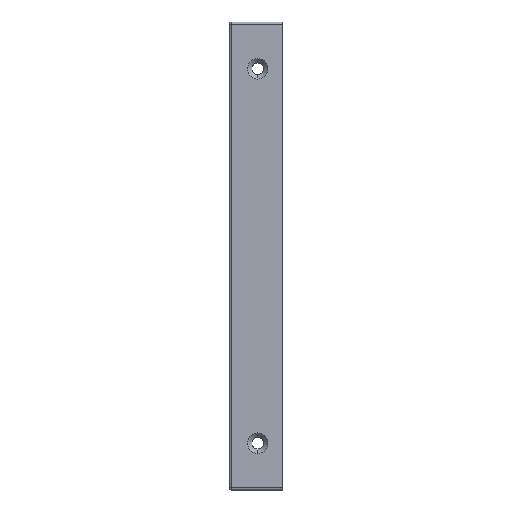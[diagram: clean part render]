
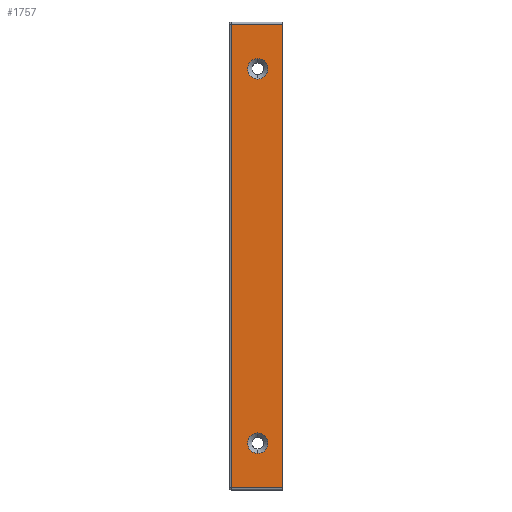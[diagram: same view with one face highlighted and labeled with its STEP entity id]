
A CAD part, left-side view. The second image highlights one B-rep face of the part: STEP entity #1757.
In plain terms, the highlighted planar face has unit normal (-1, 0, 0).
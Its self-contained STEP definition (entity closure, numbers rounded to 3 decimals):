
#49 = EDGE_CURVE ( 'NONE', #1256, #2493, #1359, .T. ) ;
#51 = ORIENTED_EDGE ( 'NONE', *, *, #2369, .T. ) ;
#89 = AXIS2_PLACEMENT_3D ( 'NONE', #2980, #1718, #678 ) ;
#107 = ORIENTED_EDGE ( 'NONE', *, *, #462, .T. ) ;
#116 = VERTEX_POINT ( 'NONE', #844 ) ;
#198 = FACE_BOUND ( 'NONE', #2789, .T. ) ;
#209 = CARTESIAN_POINT ( 'NONE',  ( -0.15, 4.75, 60.5 ) ) ;
#246 = LINE ( 'NONE', #1739, #2133 ) ;
#251 = FACE_OUTER_BOUND ( 'NONE', #449, .T. ) ;
#256 = CIRCLE ( 'NONE', #89, 3.5 ) ;
#268 = CARTESIAN_POINT ( 'NONE',  ( -0.15, -3.5, -79.3 ) ) ;
#394 = DIRECTION ( 'NONE',  ( 1., 0., 0. ) ) ;
#410 = AXIS2_PLACEMENT_3D ( 'NONE', #616, #649, #1635 ) ;
#430 = DIRECTION ( 'NONE',  ( 0., 1., 0. ) ) ;
#449 = EDGE_LOOP ( 'NONE', ( #2180, #2900, #2852, #735 ) ) ;
#462 = EDGE_CURVE ( 'NONE', #628, #2323, #3097, .T. ) ;
#582 = ORIENTED_EDGE ( 'NONE', *, *, #1404, .T. ) ;
#616 = CARTESIAN_POINT ( 'NONE',  ( -0.15, 4.75, -64. ) ) ;
#628 = VERTEX_POINT ( 'NONE', #1220 ) ;
#647 = CARTESIAN_POINT ( 'NONE',  ( -0.15, 4.75, -64. ) ) ;
#649 = DIRECTION ( 'NONE',  ( 1., 0., 0. ) ) ;
#678 = DIRECTION ( 'NONE',  ( 0., 0., -1. ) ) ;
#726 = PLANE ( 'NONE',  #2994 ) ;
#735 = ORIENTED_EDGE ( 'NONE', *, *, #2591, .T. ) ;
#844 = CARTESIAN_POINT ( 'NONE',  ( -0.15, -3.8, -79.3 ) ) ;
#958 = VECTOR ( 'NONE', #430, 1000. ) ;
#978 = LINE ( 'NONE', #268, #1546 ) ;
#997 = VERTEX_POINT ( 'NONE', #209 ) ;
#1013 = AXIS2_PLACEMENT_3D ( 'NONE', #3229, #1774, #2489 ) ;
#1220 = CARTESIAN_POINT ( 'NONE',  ( -0.15, 4.75, -67.5 ) ) ;
#1256 = VERTEX_POINT ( 'NONE', #2157 ) ;
#1283 = DIRECTION ( 'NONE',  ( 1., 0., 0. ) ) ;
#1294 = DIRECTION ( 'NONE',  ( 0., -1., 0. ) ) ;
#1347 = DIRECTION ( 'NONE',  ( 0., 0., -1. ) ) ;
#1359 = LINE ( 'NONE', #1614, #2877 ) ;
#1404 = EDGE_CURVE ( 'NONE', #997, #2449, #256, .T. ) ;
#1546 = VECTOR ( 'NONE', #1294, 1000. ) ;
#1614 = CARTESIAN_POINT ( 'NONE',  ( -0.15, 13.8, -80. ) ) ;
#1635 = DIRECTION ( 'NONE',  ( 0., 0., -1. ) ) ;
#1652 = CARTESIAN_POINT ( 'NONE',  ( -0.15, 4.75, -60.5 ) ) ;
#1718 = DIRECTION ( 'NONE',  ( 1., 0., 0. ) ) ;
#1739 = CARTESIAN_POINT ( 'NONE',  ( -0.15, -3.8, -80. ) ) ;
#1757 = ADVANCED_FACE ( 'NONE', ( #3065, #198, #251 ), #726, .F. ) ;
#1774 = DIRECTION ( 'NONE',  ( 1., 0., 0. ) ) ;
#1781 = ORIENTED_EDGE ( 'NONE', *, *, #2063, .T. ) ;
#1816 = EDGE_CURVE ( 'NONE', #2493, #116, #978, .T. ) ;
#1919 = AXIS2_PLACEMENT_3D ( 'NONE', #647, #394, #2685 ) ;
#2063 = EDGE_CURVE ( 'NONE', #2449, #997, #2081, .T. ) ;
#2081 = CIRCLE ( 'NONE', #1013, 3.5 ) ;
#2133 = VECTOR ( 'NONE', #2743, 1000. ) ;
#2150 = EDGE_CURVE ( 'NONE', #2786, #116, #246, .T. ) ;
#2157 = CARTESIAN_POINT ( 'NONE',  ( -0.15, 13.8, 79.3 ) ) ;
#2180 = ORIENTED_EDGE ( 'NONE', *, *, #49, .T. ) ;
#2272 = EDGE_LOOP ( 'NONE', ( #51, #107 ) ) ;
#2278 = CARTESIAN_POINT ( 'NONE',  ( -0.15, 13.8, -79.3 ) ) ;
#2293 = LINE ( 'NONE', #2542, #958 ) ;
#2296 = CARTESIAN_POINT ( 'NONE',  ( -0.15, -3.8, 79.3 ) ) ;
#2303 = CARTESIAN_POINT ( 'NONE',  ( -0.15, 0., -80. ) ) ;
#2323 = VERTEX_POINT ( 'NONE', #1652 ) ;
#2369 = EDGE_CURVE ( 'NONE', #2323, #628, #2561, .T. ) ;
#2449 = VERTEX_POINT ( 'NONE', #3208 ) ;
#2489 = DIRECTION ( 'NONE',  ( 0., 0., -1. ) ) ;
#2493 = VERTEX_POINT ( 'NONE', #2278 ) ;
#2542 = CARTESIAN_POINT ( 'NONE',  ( -0.15, 13.8, 79.3 ) ) ;
#2561 = CIRCLE ( 'NONE', #1919, 3.5 ) ;
#2591 = EDGE_CURVE ( 'NONE', #2786, #1256, #2293, .T. ) ;
#2685 = DIRECTION ( 'NONE',  ( 0., 0., -1. ) ) ;
#2743 = DIRECTION ( 'NONE',  ( 0., 0., -1. ) ) ;
#2786 = VERTEX_POINT ( 'NONE', #2296 ) ;
#2789 = EDGE_LOOP ( 'NONE', ( #1781, #582 ) ) ;
#2852 = ORIENTED_EDGE ( 'NONE', *, *, #2150, .F. ) ;
#2877 = VECTOR ( 'NONE', #1347, 1000. ) ;
#2900 = ORIENTED_EDGE ( 'NONE', *, *, #1816, .T. ) ;
#2980 = CARTESIAN_POINT ( 'NONE',  ( -0.15, 4.75, 64. ) ) ;
#2994 = AXIS2_PLACEMENT_3D ( 'NONE', #2303, #1283, #3080 ) ;
#3065 = FACE_BOUND ( 'NONE', #2272, .T. ) ;
#3080 = DIRECTION ( 'NONE',  ( 0., 0., -1. ) ) ;
#3097 = CIRCLE ( 'NONE', #410, 3.5 ) ;
#3208 = CARTESIAN_POINT ( 'NONE',  ( -0.15, 4.75, 67.5 ) ) ;
#3229 = CARTESIAN_POINT ( 'NONE',  ( -0.15, 4.75, 64. ) ) ;
